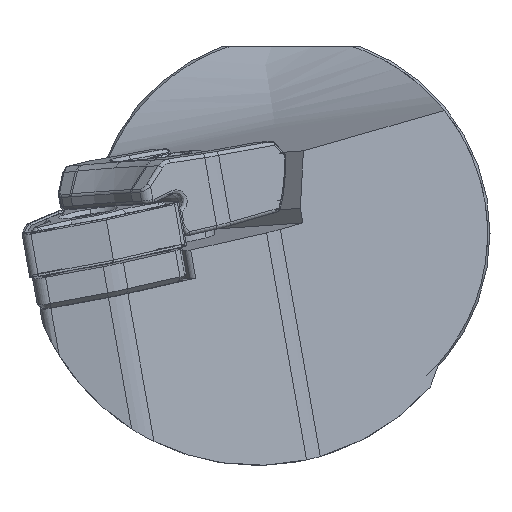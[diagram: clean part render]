
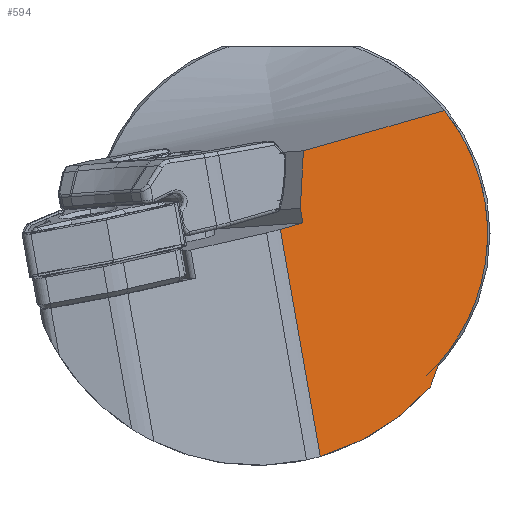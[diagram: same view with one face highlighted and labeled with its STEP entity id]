
A CAD part, left-side view. The second image highlights one B-rep face of the part: STEP entity #594.
In plain terms, the highlighted planar face has unit normal (-0.703, -0.709, 0.05).
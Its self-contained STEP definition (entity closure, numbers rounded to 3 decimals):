
#530 = CARTESIAN_POINT ( 'NONE',  ( -212.133, -20.588, -15.523 ) ) ;
#594 = ADVANCED_FACE ( 'NONE', ( #3818 ), #9728, .F. ) ;
#816 = DIRECTION ( 'NONE',  ( 0.703, 0.709, -0.05 ) ) ;
#896 = VERTEX_POINT ( 'NONE', #530 ) ;
#2279 = B_SPLINE_CURVE_WITH_KNOTS ( 'NONE', 3,
 ( #17350, #7056, #4132, #2562, #17470, #8466 ),
 .UNSPECIFIED., .F., .F.,
 ( 4, 2, 4 ),
 ( 0.024, 0.034, 0.044 ),
 .UNSPECIFIED. ) ;
#2301 = CARTESIAN_POINT ( 'NONE',  ( -276.743, 77.983, 473.913 ) ) ;
#2545 = CARTESIAN_POINT ( 'NONE',  ( -223.764, -9.546, -22.489 ) ) ;
#2562 = CARTESIAN_POINT ( 'NONE',  ( -213.584, -17.287, 10.886 ) ) ;
#2727 = CARTESIAN_POINT ( 'NONE',  ( -208.731, -22.003, 12.253 ) ) ;
#2835 = EDGE_CURVE ( 'NONE', #5414, #896, #9267, .T. ) ;
#3143 = CARTESIAN_POINT ( 'NONE',  ( -211.042, -21.495, -13.039 ) ) ;
#3338 = CARTESIAN_POINT ( 'NONE',  ( -223.764, -9.546, -22.489 ) ) ;
#3366 = EDGE_CURVE ( 'NONE', #16005, #5414, #16925, .T. ) ;
#3683 = CARTESIAN_POINT ( 'NONE',  ( -223.861, -7.796, 0.959 ) ) ;
#3728 = LINE ( 'NONE', #9253, #12981 ) ;
#3818 = FACE_OUTER_BOUND ( 'NONE', #9051, .T. ) ;
#4126 = ORIENTED_EDGE ( 'NONE', *, *, #14413, .F. ) ;
#4132 = CARTESIAN_POINT ( 'NONE',  ( -218.439, -12.568, 9.536 ) ) ;
#4181 = LINE ( 'NONE', #18701, #14619 ) ;
#4842 = EDGE_CURVE ( 'NONE', #14945, #16005, #2279, .T. ) ;
#5273 = ORIENTED_EDGE ( 'NONE', *, *, #2835, .F. ) ;
#5414 = VERTEX_POINT ( 'NONE', #10555 ) ;
#5599 = AXIS2_PLACEMENT_3D ( 'NONE', #6686, #816, #8307 ) ;
#5641 = CARTESIAN_POINT ( 'NONE',  ( -202.999, -28.236, 4.466 ) ) ;
#5721 = EDGE_CURVE ( 'NONE', #16211, #8478, #7458, .T. ) ;
#5981 = CARTESIAN_POINT ( 'NONE',  ( -211.386, -21.213, -13.889 ) ) ;
#6184 = EDGE_CURVE ( 'NONE', #13527, #10235, #4181, .T. ) ;
#6639 = CARTESIAN_POINT ( 'NONE',  ( -212.133, -20.588, -15.523 ) ) ;
#6686 = CARTESIAN_POINT ( 'NONE',  ( -276.743, 77.983, 473.913 ) ) ;
#7056 = CARTESIAN_POINT ( 'NONE',  ( -220.867, -10.208, 8.866 ) ) ;
#7458 = LINE ( 'NONE', #2301, #10906 ) ;
#7568 = ORIENTED_EDGE ( 'NONE', *, *, #5721, .T. ) ;
#7701 = LINE ( 'NONE', #12053, #8860 ) ;
#8142 = EDGE_CURVE ( 'NONE', #896, #8478, #17668, .T. ) ;
#8307 = DIRECTION ( 'NONE',  ( 0.71, -0.704, 0. ) ) ;
#8466 = CARTESIAN_POINT ( 'NONE',  ( -208.731, -22.003, 12.253 ) ) ;
#8478 = VERTEX_POINT ( 'NONE', #3338 ) ;
#8860 = VECTOR ( 'NONE', #17961, 1000. ) ;
#9051 = EDGE_LOOP ( 'NONE', ( #18639, #4126, #7568, #14352, #5273, #13883, #16942, #14231 ) ) ;
#9214 = CARTESIAN_POINT ( 'NONE',  ( -226.197, -5.526, 0.309 ) ) ;
#9253 = CARTESIAN_POINT ( 'NONE',  ( -167.456, -31.764, 454.352 ) ) ;
#9267 = B_SPLINE_CURVE_WITH_KNOTS ( 'NONE', 3,
 ( #3143, #5981, #16489, #18051 ),
 .UNSPECIFIED., .F., .F.,
 ( 4, 4 ),
 ( 0., 0.003 ),
 .UNSPECIFIED. ) ;
#9728 = PLANE ( 'NONE',  #5599 ) ;
#9759 = DIRECTION ( 'NONE',  ( 0.105, -0.173, -0.979 ) ) ;
#10235 = VERTEX_POINT ( 'NONE', #3683 ) ;
#10323 = CARTESIAN_POINT ( 'NONE',  ( -203.91, -28.036, -5.508 ) ) ;
#10555 = CARTESIAN_POINT ( 'NONE',  ( -211.042, -21.495, -13.039 ) ) ;
#10906 = VECTOR ( 'NONE', #14234, 1000. ) ;
#12053 = CARTESIAN_POINT ( 'NONE',  ( -226.197, -5.526, 0.309 ) ) ;
#12981 = VECTOR ( 'NONE', #16708, 1000. ) ;
#13206 = CARTESIAN_POINT ( 'NONE',  ( -223.295, -7.848, 8.196 ) ) ;
#13527 = VERTEX_POINT ( 'NONE', #16769 ) ;
#13883 = ORIENTED_EDGE ( 'NONE', *, *, #3366, .F. ) ;
#14231 = ORIENTED_EDGE ( 'NONE', *, *, #14898, .F. ) ;
#14234 = DIRECTION ( 'NONE',  ( 0.105, -0.173, -0.979 ) ) ;
#14352 = ORIENTED_EDGE ( 'NONE', *, *, #8142, .F. ) ;
#14413 = EDGE_CURVE ( 'NONE', #16211, #10235, #7701, .T. ) ;
#14619 = VECTOR ( 'NONE', #9759, 1000. ) ;
#14898 = EDGE_CURVE ( 'NONE', #13527, #14945, #3728, .T. ) ;
#14945 = VERTEX_POINT ( 'NONE', #13206 ) ;
#15455 = CARTESIAN_POINT ( 'NONE',  ( -215.358, -17.626, -18.873 ) ) ;
#16005 = VERTEX_POINT ( 'NONE', #17253 ) ;
#16211 = VERTEX_POINT ( 'NONE', #9214 ) ;
#16489 = CARTESIAN_POINT ( 'NONE',  ( -211.751, -20.91, -14.716 ) ) ;
#16708 = DIRECTION ( 'NONE',  ( 0.124, -0.053, 0.991 ) ) ;
#16769 = CARTESIAN_POINT ( 'NONE',  ( -224.018, -7.538, 2.423 ) ) ;
#16925 =( BOUNDED_CURVE ( )  B_SPLINE_CURVE ( 3, ( #2727, #5641, #10323, #17641 ),
 .UNSPECIFIED., .F., .F. ) 
 B_SPLINE_CURVE_WITH_KNOTS ( ( 4, 4 ),
 ( 2.537, 3.927 ),
 .UNSPECIFIED. ) 
 CURVE ( )  GEOMETRIC_REPRESENTATION_ITEM ( )  RATIONAL_B_SPLINE_CURVE ( ( 1., 0.845, 0.845, 1. ) ) 
 REPRESENTATION_ITEM ( '' )  );
#16942 = ORIENTED_EDGE ( 'NONE', *, *, #4842, .F. ) ;
#17253 = CARTESIAN_POINT ( 'NONE',  ( -208.731, -22.003, 12.253 ) ) ;
#17350 = CARTESIAN_POINT ( 'NONE',  ( -223.295, -7.848, 8.196 ) ) ;
#17470 = CARTESIAN_POINT ( 'NONE',  ( -211.157, -19.646, 11.564 ) ) ;
#17641 = CARTESIAN_POINT ( 'NONE',  ( -211.042, -21.495, -13.039 ) ) ;
#17668 =( BOUNDED_CURVE ( )  B_SPLINE_CURVE ( 3, ( #6639, #15455, #18500, #2545 ),
 .UNSPECIFIED., .F., .F. ) 
 B_SPLINE_CURVE_WITH_KNOTS ( ( 4, 4 ),
 ( 3.936, 4.504 ),
 .UNSPECIFIED. ) 
 CURVE ( )  GEOMETRIC_REPRESENTATION_ITEM ( )  RATIONAL_B_SPLINE_CURVE ( ( 1., 0.973, 0.973, 1. ) ) 
 REPRESENTATION_ITEM ( '' )  );
#17961 = DIRECTION ( 'NONE',  ( 0.703, -0.684, 0.196 ) ) ;
#18051 = CARTESIAN_POINT ( 'NONE',  ( -212.133, -20.588, -15.523 ) ) ;
#18500 = CARTESIAN_POINT ( 'NONE',  ( -219.341, -13.845, -21.258 ) ) ;
#18639 = ORIENTED_EDGE ( 'NONE', *, *, #6184, .T. ) ;
#18701 = CARTESIAN_POINT ( 'NONE',  ( -274.407, 75.713, 474.563 ) ) ;
